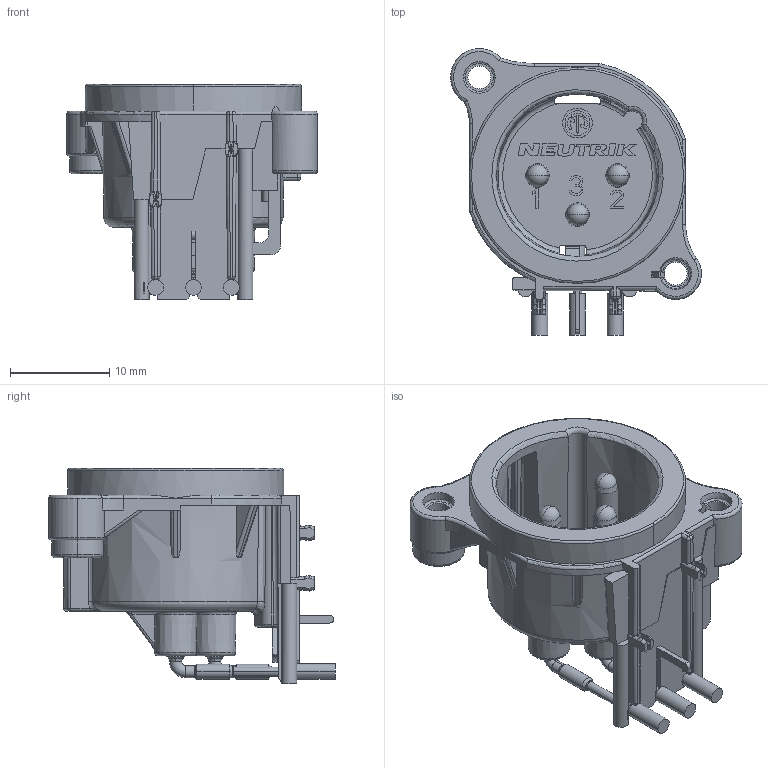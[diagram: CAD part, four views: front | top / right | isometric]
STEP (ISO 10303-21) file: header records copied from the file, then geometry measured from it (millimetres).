
FILE_DESCRIPTION((''),'2;1');
FILE_NAME('NC3MAH','2024-06-24T10:23:05',('phk'),(''),'CREO PARAMETRIC BY PTC INC, 2023424','CREO PARAMETRIC BY PTC INC, 2023424','');
FILE_SCHEMA(('AUTOMOTIVE_DESIGN { 1 0 10303 214 1 1 1 1 }'));
Length unit declared in the file: millimetre
Products named in the file (1): NC3MAH
Bounding box: 25.3 x 28.9 x 21.7 mm (x, y, z)
Volume: 2516.8 mm3; surface area: 4792.2 mm2
Topology: 1 solids, 4 shells, 1039 faces, 2739 edges, 1734 vertices
Faces by surface type: plane 428, cylinder 245, bspline 123, torus 103, cone 65, sphere 46, extrusion 29
Entity records: 37768 total; most frequent: CARTESIAN_POINT 12770, ORIENTED_EDGE 5412, DIRECTION 4754, EDGE_CURVE 2706, VERTEX_POINT 1683, AXIS2_PLACEMENT_3D 1658, VECTOR 1438, LINE 1409
